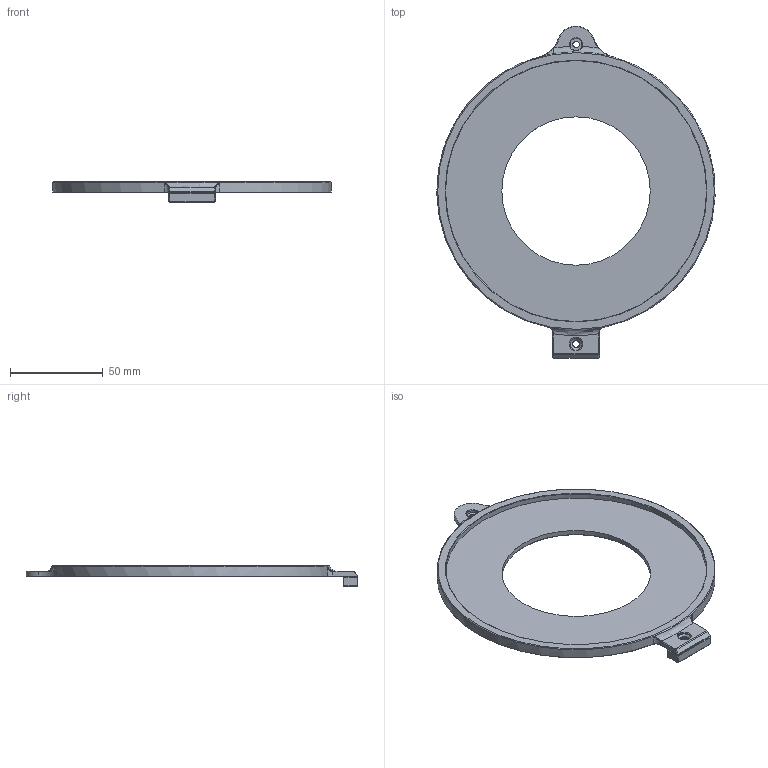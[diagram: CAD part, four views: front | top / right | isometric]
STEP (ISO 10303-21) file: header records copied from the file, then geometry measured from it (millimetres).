
FILE_DESCRIPTION(/* description */ (''),/* implementation_level */ '2;1');
FILE_NAME(/* name */ 'TurnTable_Fork.step',/* time_stamp */ '2022-01-07T16:37:57-05:00',/* author */ (''),/* organization */ (''),/* preprocessor_version */ 'ST-DEVELOPER v18.1',/* originating_system */ 'Autodesk Translation Framework v10.10.0.1391',/* authorisation */ '');
FILE_SCHEMA (('AUTOMOTIVE_DESIGN { 1 0 10303 214 3 1 1 }'));
Length unit declared in the file: millimetre
Products named in the file (3): TurnTable_Fork_Expo; TurnTable; Single_Clip_Feature v1
Assembly tree (2 placements, depth 2):
  TurnTable_Fork_Expo
    TurnTable
    Single_Clip_Feature v1
Bounding box: 149.96 x 178.97 x 11.15 mm (x, y, z)
Volume: 47046.1 mm3; surface area: 31976.9 mm2
Topology: 2 solids, 2 shells, 110 faces, 251 edges, 151 vertices
Faces by surface type: plane 54, cone 22, bspline 18, cylinder 14, torus 2
Full cylindrical faces by diameter (mm): 3.4 x1, 3.5 x1, 6.4 x1, 6.5 x1, 80 x1, 140.757 x1
Entity records: 3945 total; most frequent: CARTESIAN_POINT 1486, ORIENTED_EDGE 500, DIRECTION 462, EDGE_CURVE 250, AXIS2_PLACEMENT_3D 158, VERTEX_POINT 151, LINE 146, VECTOR 146
